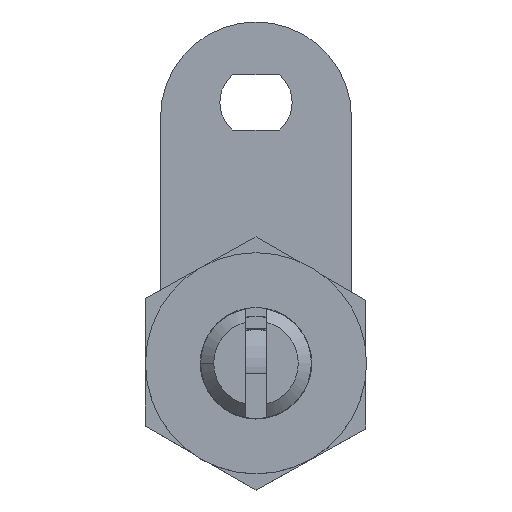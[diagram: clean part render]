
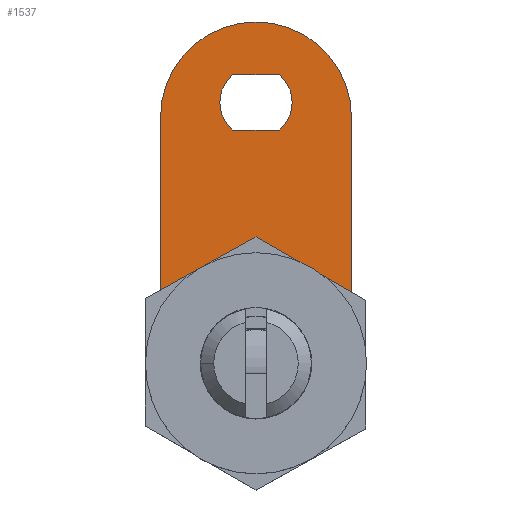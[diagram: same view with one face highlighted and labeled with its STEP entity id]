
A CAD part, top view. The second image highlights one B-rep face of the part: STEP entity #1537.
In plain terms, the highlighted planar face has unit normal (0, 0, 1).
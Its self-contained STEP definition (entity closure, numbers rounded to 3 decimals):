
#285 = DIRECTION ( 'NONE',  ( 1., 0., 0. ) ) ;
#286 = DIRECTION ( 'NONE',  ( 0., 0., 1. ) ) ;
#287 = CARTESIAN_POINT ( 'NONE',  ( 0., 24.5, 0. ) ) ;
#288 = AXIS2_PLACEMENT_3D ( 'NONE', #287, #286, #285 ) ;
#290 = PLANE ( 'NONE',  #288 ) ;
#291 = FACE_OUTER_BOUND ( 'NONE', #1649, .T. ) ;
#292 = FACE_BOUND ( 'NONE', #1561, .T. ) ;
#293 = FACE_BOUND ( 'NONE', #1538, .T. ) ;
#320 = DIRECTION ( 'NONE',  ( 0., -1., 0. ) ) ;
#321 = VECTOR ( 'NONE', #320, 1000. ) ;
#322 = CARTESIAN_POINT ( 'NONE',  ( -2.75, -2.323, 0. ) ) ;
#323 = LINE ( 'NONE', #322, #321 ) ;
#367 = CARTESIAN_POINT ( 'NONE',  ( -2.323, 28.75, 0. ) ) ;
#368 = DIRECTION ( 'NONE',  ( 1., 0., 0. ) ) ;
#369 = DIRECTION ( 'NONE',  ( 0., 0., 1. ) ) ;
#370 = CARTESIAN_POINT ( 'NONE',  ( 0., 26., 0. ) ) ;
#371 = AXIS2_PLACEMENT_3D ( 'NONE', #370, #369, #368 ) ;
#372 = CIRCLE ( 'NONE', #371, 3.6 ) ;
#373 = DIRECTION ( 'NONE',  ( 0., 1., 0. ) ) ;
#374 = VECTOR ( 'NONE', #373, 1000. ) ;
#375 = CARTESIAN_POINT ( 'NONE',  ( 2.75, -2.323, 0. ) ) ;
#376 = LINE ( 'NONE', #375, #374 ) ;
#377 = CARTESIAN_POINT ( 'NONE',  ( 2.75, 2.323, 0. ) ) ;
#378 = DIRECTION ( 'NONE',  ( 1., 0., 0. ) ) ;
#379 = DIRECTION ( 'NONE',  ( 0., 0., 1. ) ) ;
#380 = CARTESIAN_POINT ( 'NONE',  ( 0., 0., 0. ) ) ;
#381 = AXIS2_PLACEMENT_3D ( 'NONE', #380, #379, #378 ) ;
#382 = CIRCLE ( 'NONE', #381, 3.6 ) ;
#383 = CARTESIAN_POINT ( 'NONE',  ( -2.75, 2.323, 0. ) ) ;
#419 = DIRECTION ( 'NONE',  ( 1., 0., 0. ) ) ;
#420 = DIRECTION ( 'NONE',  ( 0., 0., 1. ) ) ;
#421 = CARTESIAN_POINT ( 'NONE',  ( 0., 1.5, 0. ) ) ;
#422 = AXIS2_PLACEMENT_3D ( 'NONE', #421, #420, #419 ) ;
#427 = CIRCLE ( 'NONE', #422, 9.5 ) ;
#481 = DIRECTION ( 'NONE',  ( 1., 0., 0. ) ) ;
#482 = VECTOR ( 'NONE', #481, 1000. ) ;
#483 = CARTESIAN_POINT ( 'NONE',  ( -2.323, 23.25, 0. ) ) ;
#484 = LINE ( 'NONE', #483, #482 ) ;
#485 = CARTESIAN_POINT ( 'NONE',  ( 2.323, 23.25, 0. ) ) ;
#486 = DIRECTION ( 'NONE',  ( 1., 0., 0. ) ) ;
#487 = DIRECTION ( 'NONE',  ( 0., 0., 1. ) ) ;
#488 = CARTESIAN_POINT ( 'NONE',  ( 0., 26., 0. ) ) ;
#489 = AXIS2_PLACEMENT_3D ( 'NONE', #488, #487, #486 ) ;
#490 = CIRCLE ( 'NONE', #489, 3.6 ) ;
#491 = DIRECTION ( 'NONE',  ( -1., 0., 0. ) ) ;
#492 = VECTOR ( 'NONE', #491, 1000. ) ;
#493 = CARTESIAN_POINT ( 'NONE',  ( -2.323, 28.75, 0. ) ) ;
#494 = LINE ( 'NONE', #493, #492 ) ;
#495 = CARTESIAN_POINT ( 'NONE',  ( -2.323, 23.25, 0. ) ) ;
#496 = DIRECTION ( 'NONE',  ( 0., -1., 0. ) ) ;
#497 = VECTOR ( 'NONE', #496, 1000. ) ;
#498 = CARTESIAN_POINT ( 'NONE',  ( -9.5, 24.5, 0. ) ) ;
#499 = LINE ( 'NONE', #498, #497 ) ;
#508 = CARTESIAN_POINT ( 'NONE',  ( -9.5, 1.5, 0. ) ) ;
#554 = CARTESIAN_POINT ( 'NONE',  ( 2.323, 28.75, 0. ) ) ;
#555 = DIRECTION ( 'NONE',  ( 1., 0., 0. ) ) ;
#556 = DIRECTION ( 'NONE',  ( 0., 0., 1. ) ) ;
#557 = AXIS2_PLACEMENT_3D ( 'NONE', #564, #556, #555 ) ;
#558 = CIRCLE ( 'NONE', #557, 3.6 ) ;
#564 = CARTESIAN_POINT ( 'NONE',  ( 0., 26., 0. ) ) ;
#776 = CARTESIAN_POINT ( 'NONE',  ( 3.6, 26., 0. ) ) ;
#812 = CARTESIAN_POINT ( 'NONE',  ( 9.5, 1.5, 0. ) ) ;
#813 = DIRECTION ( 'NONE',  ( 0., 1., 0. ) ) ;
#814 = VECTOR ( 'NONE', #813, 1000. ) ;
#815 = CARTESIAN_POINT ( 'NONE',  ( 9.5, 1.5, 0. ) ) ;
#816 = LINE ( 'NONE', #815, #814 ) ;
#850 = CARTESIAN_POINT ( 'NONE',  ( -9.5, 24.5, 0. ) ) ;
#851 = CARTESIAN_POINT ( 'NONE',  ( 9.5, 24.5, 0. ) ) ;
#852 = DIRECTION ( 'NONE',  ( 1., 0., 0. ) ) ;
#853 = DIRECTION ( 'NONE',  ( 0., 0., 1. ) ) ;
#854 = CARTESIAN_POINT ( 'NONE',  ( 0., 24.5, 0. ) ) ;
#855 = AXIS2_PLACEMENT_3D ( 'NONE', #854, #853, #852 ) ;
#856 = CIRCLE ( 'NONE', #855, 9.5 ) ;
#1432 = ORIENTED_EDGE ( 'NONE', *, *, #1433, .F. ) ;
#1433 = EDGE_CURVE ( 'NONE', #1434, #1435, #3192, .T. ) ;
#1434 = VERTEX_POINT ( 'NONE', #3249 ) ;
#1435 = VERTEX_POINT ( 'NONE', #3248 ) ;
#1501 = ORIENTED_EDGE ( 'NONE', *, *, #1843, .T. ) ;
#1502 = ORIENTED_EDGE ( 'NONE', *, *, #1638, .T. ) ;
#1503 = ORIENTED_EDGE ( 'NONE', *, *, #1598, .T. ) ;
#1504 = ORIENTED_EDGE ( 'NONE', *, *, #1830, .T. ) ;
#1537 = ADVANCED_FACE ( 'NONE', ( #293, #292, #291 ), #290, .T. ) ;
#1538 = EDGE_LOOP ( 'NONE', ( #1432, #1553, #1556, #1559 ) ) ;
#1553 = ORIENTED_EDGE ( 'NONE', *, *, #1554, .F. ) ;
#1554 = EDGE_CURVE ( 'NONE', #1555, #1434, #323, .T. ) ;
#1555 = VERTEX_POINT ( 'NONE', #383 ) ;
#1556 = ORIENTED_EDGE ( 'NONE', *, *, #1557, .F. ) ;
#1557 = EDGE_CURVE ( 'NONE', #1558, #1555, #382, .T. ) ;
#1558 = VERTEX_POINT ( 'NONE', #377 ) ;
#1559 = ORIENTED_EDGE ( 'NONE', *, *, #1560, .F. ) ;
#1560 = EDGE_CURVE ( 'NONE', #1435, #1558, #376, .T. ) ;
#1561 = EDGE_LOOP ( 'NONE', ( #1562, #1641, #1643, #1644, #1647 ) ) ;
#1562 = ORIENTED_EDGE ( 'NONE', *, *, #1563, .F. ) ;
#1563 = EDGE_CURVE ( 'NONE', #1564, #1640, #372, .T. ) ;
#1564 = VERTEX_POINT ( 'NONE', #367 ) ;
#1598 = EDGE_CURVE ( 'NONE', #1619, #1831, #427, .T. ) ;
#1619 = VERTEX_POINT ( 'NONE', #508 ) ;
#1638 = EDGE_CURVE ( 'NONE', #1845, #1619, #499, .T. ) ;
#1640 = VERTEX_POINT ( 'NONE', #495 ) ;
#1641 = ORIENTED_EDGE ( 'NONE', *, *, #1642, .F. ) ;
#1642 = EDGE_CURVE ( 'NONE', #1684, #1564, #494, .T. ) ;
#1643 = ORIENTED_EDGE ( 'NONE', *, *, #1683, .F. ) ;
#1644 = ORIENTED_EDGE ( 'NONE', *, *, #1645, .F. ) ;
#1645 = EDGE_CURVE ( 'NONE', #1646, #1805, #490, .T. ) ;
#1646 = VERTEX_POINT ( 'NONE', #485 ) ;
#1647 = ORIENTED_EDGE ( 'NONE', *, *, #1648, .F. ) ;
#1648 = EDGE_CURVE ( 'NONE', #1640, #1646, #484, .T. ) ;
#1649 = EDGE_LOOP ( 'NONE', ( #1501, #1502, #1503, #1504 ) ) ;
#1683 = EDGE_CURVE ( 'NONE', #1805, #1684, #558, .T. ) ;
#1684 = VERTEX_POINT ( 'NONE', #554 ) ;
#1805 = VERTEX_POINT ( 'NONE', #776 ) ;
#1830 = EDGE_CURVE ( 'NONE', #1831, #1844, #816, .T. ) ;
#1831 = VERTEX_POINT ( 'NONE', #812 ) ;
#1843 = EDGE_CURVE ( 'NONE', #1844, #1845, #856, .T. ) ;
#1844 = VERTEX_POINT ( 'NONE', #851 ) ;
#1845 = VERTEX_POINT ( 'NONE', #850 ) ;
#3192 = CIRCLE ( 'NONE', #3253, 3.6 ) ;
#3248 = CARTESIAN_POINT ( 'NONE',  ( 2.75, -2.323, 0. ) ) ;
#3249 = CARTESIAN_POINT ( 'NONE',  ( -2.75, -2.323, 0. ) ) ;
#3250 = DIRECTION ( 'NONE',  ( 1., 0., 0. ) ) ;
#3251 = DIRECTION ( 'NONE',  ( 0., 0., 1. ) ) ;
#3252 = CARTESIAN_POINT ( 'NONE',  ( 0., 0., 0. ) ) ;
#3253 = AXIS2_PLACEMENT_3D ( 'NONE', #3252, #3251, #3250 ) ;
